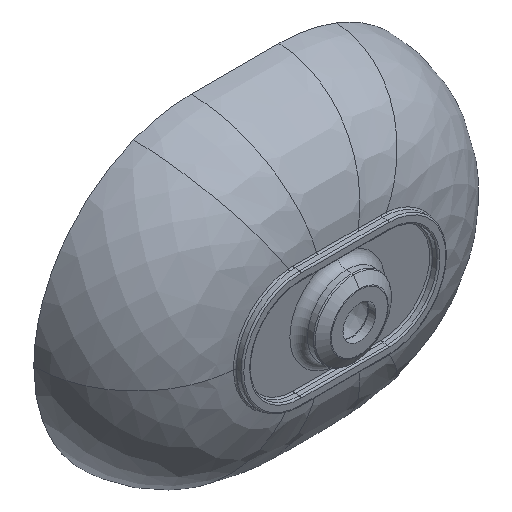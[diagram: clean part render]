
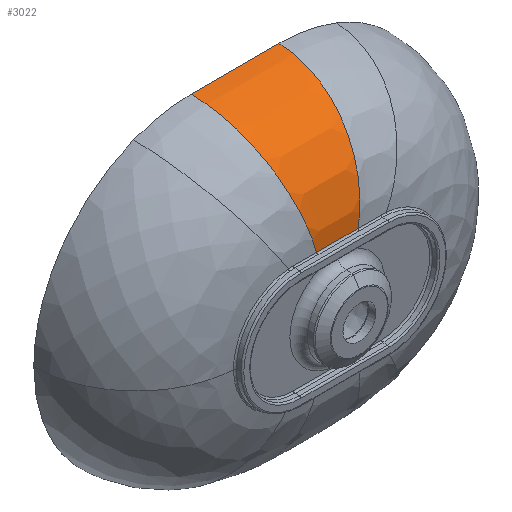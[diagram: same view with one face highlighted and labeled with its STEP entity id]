
A CAD part, isometric view. The second image highlights one B-rep face of the part: STEP entity #3022.
In plain terms, the highlighted free-form (B-spline) face has degree [5, 5] with [7, 11] control points.
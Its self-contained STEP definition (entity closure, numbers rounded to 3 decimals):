
#275=CARTESIAN_POINT('',(-60.,0.,215.));
#282=CARTESIAN_POINT('',(-60.,0.,215.));
#283=CARTESIAN_POINT('',(-59.98,-9.163,214.833));
#284=CARTESIAN_POINT('',(-59.518,-27.488,212.745));
#285=CARTESIAN_POINT('',(-57.585,-53.924,204.451));
#286=CARTESIAN_POINT('',(-54.485,-78.271,191.301));
#287=CARTESIAN_POINT('',(-50.331,-99.635,173.771));
#288=CARTESIAN_POINT('',(-45.281,-117.159,152.511));
#289=CARTESIAN_POINT('',(-39.534,-130.176,128.35));
#290=CARTESIAN_POINT('',(-33.831,-137.512,104.396));
#291=CARTESIAN_POINT('',(-30.079,-139.482,88.64));
#292=CARTESIAN_POINT('',(-28.473,-139.824,81.899));
#304=CARTESIAN_POINT('',(28.473,-139.824,81.899));
#305=CARTESIAN_POINT('',(22.297,-139.826,81.9));
#306=CARTESIAN_POINT('',(9.865,-139.83,81.901));
#307=CARTESIAN_POINT('',(-8.153,-139.83,81.901));
#308=CARTESIAN_POINT('',(-21.562,-139.827,81.9));
#309=CARTESIAN_POINT('',(-28.473,-139.824,81.899));
#311=CARTESIAN_POINT('',(60.,0.,215.));
#312=CARTESIAN_POINT('',(40.,0.,215.));
#313=CARTESIAN_POINT('',(0.,0.,215.));
#314=CARTESIAN_POINT('',(-40.,0.,215.));
#315=CARTESIAN_POINT('',(-60.,0.,215.));
#317=CARTESIAN_POINT('',(60.,0.,215.));
#318=CARTESIAN_POINT('',(59.98,-9.163,214.833));
#319=CARTESIAN_POINT('',(59.518,-27.488,212.745));
#320=CARTESIAN_POINT('',(57.585,-53.924,204.451));
#321=CARTESIAN_POINT('',(54.485,-78.271,191.301));
#322=CARTESIAN_POINT('',(50.331,-99.635,173.771));
#323=CARTESIAN_POINT('',(45.281,-117.159,152.511));
#324=CARTESIAN_POINT('',(39.534,-130.176,128.35));
#325=CARTESIAN_POINT('',(33.831,-137.512,104.396));
#326=CARTESIAN_POINT('',(30.079,-139.482,88.64));
#327=CARTESIAN_POINT('',(28.473,-139.824,81.899));
#341=CARTESIAN_POINT('',(28.473,-139.824,81.899));
#1332=VERTEX_POINT('',#275);
#1350=VERTEX_POINT('',#311);
#1439=VERTEX_POINT('',#341);
#1441=VERTEX_POINT('',#309);
#2937=CARTESIAN_POINT('',(-61.201,2.131,215.025));
#2938=CARTESIAN_POINT('',(-61.209,-3.796,
215.));
#2939=CARTESIAN_POINT('',(-61.08,-15.203,
214.366));
#2940=CARTESIAN_POINT('',(-60.283,-37.558,
210.9));
#2941=CARTESIAN_POINT('',(-57.519,-69.46,199.313));
#2942=CARTESIAN_POINT('',(-51.788,-101.538,
175.583));
#2943=CARTESIAN_POINT('',(-44.144,-124.967,
144.06));
#2944=CARTESIAN_POINT('',(-36.581,-136.222,
112.92));
#2945=CARTESIAN_POINT('',(-31.316,-139.46,
91.253));
#2946=CARTESIAN_POINT('',(-28.676,-140.,
80.388));
#2947=CARTESIAN_POINT('',(-27.354,-140.,
74.948));
#2948=CARTESIAN_POINT('',(-48.96,2.131,215.008));
#2949=CARTESIAN_POINT('',(-48.969,-3.796,
215.029));
#2950=CARTESIAN_POINT('',(-48.873,-15.203,
214.476));
#2951=CARTESIAN_POINT('',(-48.245,-37.558,
211.143));
#2952=CARTESIAN_POINT('',(-46.043,-69.46,
199.676));
#2953=CARTESIAN_POINT('',(-41.46,-101.538,
175.963));
#2954=CARTESIAN_POINT('',(-35.338,-124.967,
144.359));
#2955=CARTESIAN_POINT('',(-29.279,-136.222,
113.1));
#2956=CARTESIAN_POINT('',(-25.06,-139.46,
91.342));
#2957=CARTESIAN_POINT('',(-22.944,-140.,
80.432));
#2958=CARTESIAN_POINT('',(-21.885,-140.,
74.969));
#2959=CARTESIAN_POINT('',(-24.479,2.131,214.984));
#2960=CARTESIAN_POINT('',(-24.487,-3.796,
215.074));
#2961=CARTESIAN_POINT('',(-24.445,-15.203,
214.643));
#2962=CARTESIAN_POINT('',(-24.142,-37.558,
211.511));
#2963=CARTESIAN_POINT('',(-23.05,-69.46,
200.225));
#2964=CARTESIAN_POINT('',(-20.76,-101.538,
176.536));
#2965=CARTESIAN_POINT('',(-17.692,-124.967,
144.81));
#2966=CARTESIAN_POINT('',(-14.653,-136.222,
113.371));
#2967=CARTESIAN_POINT('',(-12.537,-139.46,
91.477));
#2968=CARTESIAN_POINT('',(-11.476,-140.,
80.498));
#2969=CARTESIAN_POINT('',(-10.944,-140.,
75.));
#2970=CARTESIAN_POINT('',(0.,2.131,214.976));
#2971=CARTESIAN_POINT('',(0.,-3.796,
215.089));
#2972=CARTESIAN_POINT('',(0.,-15.203,
214.7));
#2973=CARTESIAN_POINT('',(0.,-37.558,
211.635));
#2974=CARTESIAN_POINT('',(0.,-69.46,
200.411));
#2975=CARTESIAN_POINT('',(0.,-101.538,
176.731));
#2976=CARTESIAN_POINT('',(0.,-124.967,
144.963));
#2977=CARTESIAN_POINT('',(0.,-136.222,
113.463));
#2978=CARTESIAN_POINT('',(0.,-139.46,
91.523));
#2979=CARTESIAN_POINT('',(0.,-140.,
80.52));
#2980=CARTESIAN_POINT('',(0.,-140.,
75.011));
#2981=CARTESIAN_POINT('',(24.479,2.131,214.984));
#2982=CARTESIAN_POINT('',(24.487,-3.796,215.074));
#2983=CARTESIAN_POINT('',(24.445,-15.203,214.643));
#2984=CARTESIAN_POINT('',(24.142,-37.558,211.511));
#2985=CARTESIAN_POINT('',(23.05,-69.46,200.225));
#2986=CARTESIAN_POINT('',(20.76,-101.538,176.536));
#2987=CARTESIAN_POINT('',(17.692,-124.967,144.81));
#2988=CARTESIAN_POINT('',(14.653,-136.222,113.371));
#2989=CARTESIAN_POINT('',(12.537,-139.46,91.477));
#2990=CARTESIAN_POINT('',(11.476,-140.,80.498));
#2991=CARTESIAN_POINT('',(10.944,-140.,75.));
#2992=CARTESIAN_POINT('',(48.96,2.131,215.008));
#2993=CARTESIAN_POINT('',(48.969,-3.796,215.029));
#2994=CARTESIAN_POINT('',(48.873,-15.203,214.476));
#2995=CARTESIAN_POINT('',(48.245,-37.558,211.143));
#2996=CARTESIAN_POINT('',(46.043,-69.46,199.676));
#2997=CARTESIAN_POINT('',(41.46,-101.538,175.963));
#2998=CARTESIAN_POINT('',(35.338,-124.967,144.359));
#2999=CARTESIAN_POINT('',(29.279,-136.222,113.1));
#3000=CARTESIAN_POINT('',(25.06,-139.46,91.342));
#3001=CARTESIAN_POINT('',(22.944,-140.,80.432));
#3002=CARTESIAN_POINT('',(21.885,-140.,74.969));
#3003=CARTESIAN_POINT('',(61.201,2.131,215.025));
#3004=CARTESIAN_POINT('',(61.209,-3.796,215.));
#3005=CARTESIAN_POINT('',(61.08,-15.203,214.366));
#3006=CARTESIAN_POINT('',(60.283,-37.558,210.9));
#3007=CARTESIAN_POINT('',(57.519,-69.46,199.313));
#3008=CARTESIAN_POINT('',(51.788,-101.538,175.583));
#3009=CARTESIAN_POINT('',(44.144,-124.967,144.06));
#3010=CARTESIAN_POINT('',(36.581,-136.222,112.92));
#3011=CARTESIAN_POINT('',(31.316,-139.46,91.253));
#3012=CARTESIAN_POINT('',(28.676,-140.,80.388));
#3013=CARTESIAN_POINT('',(27.354,-140.,74.948));
#3014=B_SPLINE_SURFACE_WITH_KNOTS('',5,5,((#2937,#2938,#2939,#2940,#2941,#2942,
#2943,#2944,#2945,#2946,#2947),(#2948,#2949,#2950,#2951,#2952,#2953,#2954,#2955,
#2956,#2957,#2958),(#2959,#2960,#2961,#2962,#2963,#2964,#2965,#2966,#2967,#2968,
#2969),(#2970,#2971,#2972,#2973,#2974,#2975,#2976,#2977,#2978,#2979,#2980),(
#2981,#2982,#2983,#2984,#2985,#2986,#2987,#2988,#2989,#2990,#2991),(#2992,#2993,
#2994,#2995,#2996,#2997,#2998,#2999,#3000,#3001,#3002),(#3003,#3004,#3005,#3006,
#3007,#3008,#3009,#3010,#3011,#3012,#3013)),.UNSPECIFIED.,.F.,.F.,.F.,(6,1,6),
(6,1,1,1,1,1,6),(0.212,0.25,0.288),
(-0.009,0.122,0.244,0.489,0.733,
0.856,0.978),.UNSPECIFIED.);
#3015=ORIENTED_EDGE('',*,*,#2927,.T.);
#3016=ORIENTED_EDGE('',*,*,#2847,.F.);
#3017=ORIENTED_EDGE('',*,*,#2479,.F.);
#3019=ORIENTED_EDGE('',*,*,#3018,.T.);
#3020=EDGE_LOOP('',(#3015,#3016,#3017,#3019));
#3021=FACE_OUTER_BOUND('',#3020,.F.);
#3022=ADVANCED_FACE('',(#3021),#3014,.F.);
#293=B_SPLINE_CURVE_WITH_KNOTS('',3,(#282,#283,#284,#285,#286,#287,#288,#289,
#290,#291,#292),.UNSPECIFIED.,.F.,.F.,(4,1,1,1,1,1,1,1,4),(0.,
0.129,0.258,0.387,0.517,
0.646,0.775,0.904,1.),.UNSPECIFIED.);
#310=B_SPLINE_CURVE_WITH_KNOTS('',3,(#304,#305,#306,#307,#308,#309),
.UNSPECIFIED.,.F.,.F.,(4,1,1,4),(0.,0.333,0.667,1.),
.UNSPECIFIED.);
#316=B_SPLINE_CURVE_WITH_KNOTS('',3,(#311,#312,#313,#314,#315),.UNSPECIFIED.,
.F.,.F.,(4,1,4),(0.,0.5,1.),.UNSPECIFIED.);
#328=B_SPLINE_CURVE_WITH_KNOTS('',3,(#317,#318,#319,#320,#321,#322,#323,#324,
#325,#326,#327),.UNSPECIFIED.,.F.,.F.,(4,1,1,1,1,1,1,1,4),(0.,
0.129,0.258,0.387,0.517,
0.646,0.775,0.904,1.),.UNSPECIFIED.);
#2479=EDGE_CURVE('',#1350,#1332,#316,.T.);
#2847=EDGE_CURVE('',#1332,#1441,#293,.T.);
#2927=EDGE_CURVE('',#1439,#1441,#310,.T.);
#3018=EDGE_CURVE('',#1350,#1439,#328,.T.);
